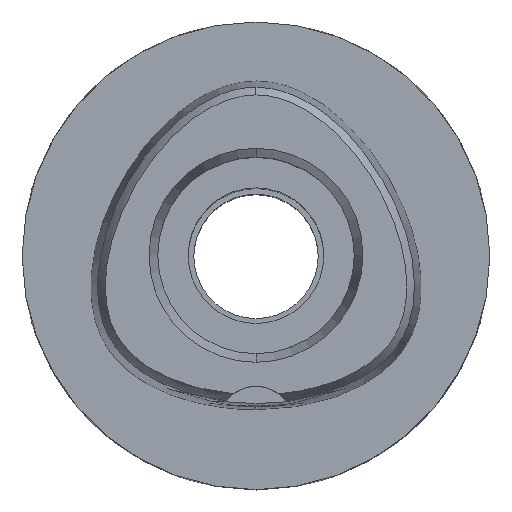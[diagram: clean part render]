
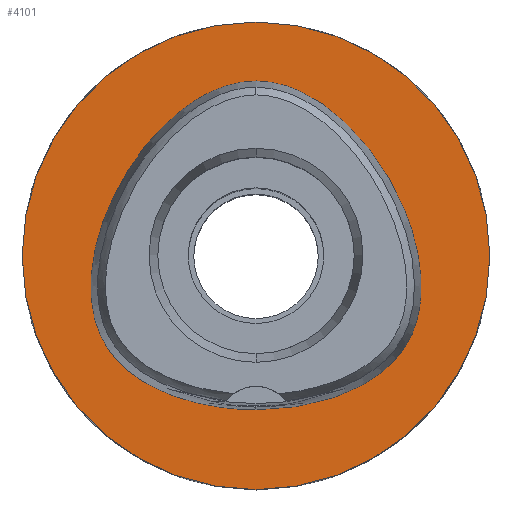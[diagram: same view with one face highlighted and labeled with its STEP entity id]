
A CAD part, top view. The second image highlights one B-rep face of the part: STEP entity #4101.
In plain terms, the highlighted planar face has unit normal (0, 0, 1).
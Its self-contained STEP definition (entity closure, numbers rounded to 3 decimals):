
#55 = CARTESIAN_POINT ( 'NONE',  ( -17.564, -5.456, 0. ) ) ;
#82 = CARTESIAN_POINT ( 'NONE',  ( -15.649, -10.213, 0. ) ) ;
#313 = CARTESIAN_POINT ( 'NONE',  ( 0., -16.455, 0. ) ) ;
#354 = CARTESIAN_POINT ( 'NONE',  ( 0., -16.455, 0. ) ) ;
#425 = CARTESIAN_POINT ( 'NONE',  ( 0., 18.695, 0. ) ) ;
#462 = FACE_OUTER_BOUND ( 'NONE', #1823, .T. ) ;
#476 = AXIS2_PLACEMENT_3D ( 'NONE', #801, #3814, #1588 ) ;
#484 = DIRECTION ( 'NONE',  ( 0., -1., 0. ) ) ;
#525 = B_SPLINE_CURVE_WITH_KNOTS ( 'NONE', 3,
 ( #313, #4477, #2285, #3298, #710, #2560, #4801, #1148, #3020, #2955, #1110, #4454, #2647, #1439, #2201, #3392, #3739, #1088, #4118, #2931, #4521, #2266 ),
 .UNSPECIFIED., .F., .F.,
 ( 4, 1, 1, 1, 1, 1, 1, 1, 1, 1, 1, 1, 1, 1, 1, 1, 1, 1, 1, 4 ),
 ( 0., 0.083, 0.167, 0.208, 0.25, 0.292, 0.312, 0.333, 0.354, 0.375, 0.417, 0.458, 0.5, 0.583, 0.667, 0.75, 0.833, 0.917, 0.958, 1. ),
 .UNSPECIFIED. ) ;
#710 = CARTESIAN_POINT ( 'NONE',  ( 11.687, -13.704, 0. ) ) ;
#801 = CARTESIAN_POINT ( 'NONE',  ( 0., 0., 0. ) ) ;
#812 = CARTESIAN_POINT ( 'NONE',  ( -16.517, 3.703, 0. ) ) ;
#867 = CIRCLE ( 'NONE', #476, 25. ) ;
#1026 = EDGE_CURVE ( 'NONE', #2478, #2467, #525, .T. ) ;
#1084 = B_SPLINE_CURVE_WITH_KNOTS ( 'NONE', 3,
 ( #425, #1144, #2667, #2239, #4567, #1892, #4182, #812, #4868, #3458, #55, #2997, #1911, #2643, #82, #3735, #4161, #1578, #4137, #2974, #2324, #354 ),
 .UNSPECIFIED., .F., .F.,
 ( 4, 1, 1, 1, 1, 1, 1, 1, 1, 1, 1, 1, 1, 1, 1, 1, 1, 1, 1, 4 ),
 ( 0., 0.042, 0.083, 0.167, 0.25, 0.333, 0.417, 0.5, 0.542, 0.583, 0.625, 0.646, 0.667, 0.688, 0.708, 0.75, 0.792, 0.833, 0.917, 1. ),
 .UNSPECIFIED. ) ;
#1088 = CARTESIAN_POINT ( 'NONE',  ( 7.968, 15.831, 0. ) ) ;
#1110 = CARTESIAN_POINT ( 'NONE',  ( 17.165, -7.166, 0. ) ) ;
#1134 = CARTESIAN_POINT ( 'NONE',  ( 0., 0., 0. ) ) ;
#1144 = CARTESIAN_POINT ( 'NONE',  ( -0.68, 18.695, 0. ) ) ;
#1148 = CARTESIAN_POINT ( 'NONE',  ( 15.649, -10.213, 0. ) ) ;
#1257 = FACE_BOUND ( 'NONE', #1270, .T. ) ;
#1270 = EDGE_LOOP ( 'NONE', ( #4765, #4839 ) ) ;
#1279 = DIRECTION ( 'NONE',  ( 0., 0., -1. ) ) ;
#1439 = CARTESIAN_POINT ( 'NONE',  ( 17.498, -0.229, 0. ) ) ;
#1461 = VERTEX_POINT ( 'NONE', #2168 ) ;
#1578 = CARTESIAN_POINT ( 'NONE',  ( -11.687, -13.704, 0. ) ) ;
#1588 = DIRECTION ( 'NONE',  ( 0., 1., 0. ) ) ;
#1595 = AXIS2_PLACEMENT_3D ( 'NONE', #1134, #1279, #4244 ) ;
#1602 = ORIENTED_EDGE ( 'NONE', *, *, #3997, .F. ) ;
#1755 = CIRCLE ( 'NONE', #1595, 25. ) ;
#1823 = EDGE_LOOP ( 'NONE', ( #2943, #1602 ) ) ;
#1892 = CARTESIAN_POINT ( 'NONE',  ( -11.466, 12.452, 0. ) ) ;
#1911 = CARTESIAN_POINT ( 'NONE',  ( -16.669, -8.446, 0. ) ) ;
#2168 = CARTESIAN_POINT ( 'NONE',  ( 0., 25., 0. ) ) ;
#2201 = CARTESIAN_POINT ( 'NONE',  ( 16.517, 3.703, 0. ) ) ;
#2239 = CARTESIAN_POINT ( 'NONE',  ( -4.729, 17.735, 0. ) ) ;
#2266 = CARTESIAN_POINT ( 'NONE',  ( 0., 18.695, 0. ) ) ;
#2285 = CARTESIAN_POINT ( 'NONE',  ( 5.051, -16.156, 0. ) ) ;
#2324 = CARTESIAN_POINT ( 'NONE',  ( -1.684, -16.455, 0. ) ) ;
#2467 = VERTEX_POINT ( 'NONE', #4849 ) ;
#2478 = VERTEX_POINT ( 'NONE', #3367 ) ;
#2560 = CARTESIAN_POINT ( 'NONE',  ( 13.507, -12.483, 0. ) ) ;
#2643 = CARTESIAN_POINT ( 'NONE',  ( -16.206, -9.357, 0. ) ) ;
#2647 = CARTESIAN_POINT ( 'NONE',  ( 17.711, -3.269, 0. ) ) ;
#2667 = CARTESIAN_POINT ( 'NONE',  ( -2.041, 18.55, 0. ) ) ;
#2931 = CARTESIAN_POINT ( 'NONE',  ( 2.041, 18.55, 0. ) ) ;
#2943 = ORIENTED_EDGE ( 'NONE', *, *, #4078, .F. ) ;
#2955 = CARTESIAN_POINT ( 'NONE',  ( 16.669, -8.446, 0. ) ) ;
#2974 = CARTESIAN_POINT ( 'NONE',  ( -5.051, -16.156, 0. ) ) ;
#2997 = CARTESIAN_POINT ( 'NONE',  ( -17.165, -7.166, 0. ) ) ;
#3020 = CARTESIAN_POINT ( 'NONE',  ( 16.206, -9.357, 0. ) ) ;
#3077 = DIRECTION ( 'NONE',  ( 0., 0., -1. ) ) ;
#3102 = CARTESIAN_POINT ( 'NONE',  ( 0., 0., 0. ) ) ;
#3298 = CARTESIAN_POINT ( 'NONE',  ( 8.947, -15.039, 0. ) ) ;
#3367 = CARTESIAN_POINT ( 'NONE',  ( 0., -16.455, 0. ) ) ;
#3392 = CARTESIAN_POINT ( 'NONE',  ( 14.38, 8.302, 0. ) ) ;
#3458 = CARTESIAN_POINT ( 'NONE',  ( -17.711, -3.269, 0. ) ) ;
#3662 = EDGE_CURVE ( 'NONE', #2467, #2478, #1084, .T. ) ;
#3705 = VERTEX_POINT ( 'NONE', #4002 ) ;
#3735 = CARTESIAN_POINT ( 'NONE',  ( -14.788, -11.282, 0. ) ) ;
#3739 = CARTESIAN_POINT ( 'NONE',  ( 11.466, 12.452, 0. ) ) ;
#3814 = DIRECTION ( 'NONE',  ( 0., 0., -1. ) ) ;
#3858 = AXIS2_PLACEMENT_3D ( 'NONE', #3102, #3077, #484 ) ;
#3860 = PLANE ( 'NONE',  #3858 ) ;
#3997 = EDGE_CURVE ( 'NONE', #3705, #1461, #1755, .T. ) ;
#4002 = CARTESIAN_POINT ( 'NONE',  ( 0., -25., 0. ) ) ;
#4078 = EDGE_CURVE ( 'NONE', #1461, #3705, #867, .T. ) ;
#4101 = ADVANCED_FACE ( 'NONE', ( #462, #1257 ), #3860, .F. ) ;
#4118 = CARTESIAN_POINT ( 'NONE',  ( 4.729, 17.735, 0. ) ) ;
#4137 = CARTESIAN_POINT ( 'NONE',  ( -8.947, -15.039, 0. ) ) ;
#4161 = CARTESIAN_POINT ( 'NONE',  ( -13.507, -12.483, 0. ) ) ;
#4182 = CARTESIAN_POINT ( 'NONE',  ( -14.38, 8.302, 0. ) ) ;
#4244 = DIRECTION ( 'NONE',  ( 0., -1., 0. ) ) ;
#4454 = CARTESIAN_POINT ( 'NONE',  ( 17.564, -5.456, 0. ) ) ;
#4477 = CARTESIAN_POINT ( 'NONE',  ( 1.684, -16.455, 0. ) ) ;
#4521 = CARTESIAN_POINT ( 'NONE',  ( 0.68, 18.695, 0. ) ) ;
#4567 = CARTESIAN_POINT ( 'NONE',  ( -7.968, 15.831, 0. ) ) ;
#4765 = ORIENTED_EDGE ( 'NONE', *, *, #3662, .F. ) ;
#4801 = CARTESIAN_POINT ( 'NONE',  ( 14.788, -11.282, 0. ) ) ;
#4839 = ORIENTED_EDGE ( 'NONE', *, *, #1026, .F. ) ;
#4849 = CARTESIAN_POINT ( 'NONE',  ( 0., 18.695, 0. ) ) ;
#4868 = CARTESIAN_POINT ( 'NONE',  ( -17.498, -0.229, 0. ) ) ;
